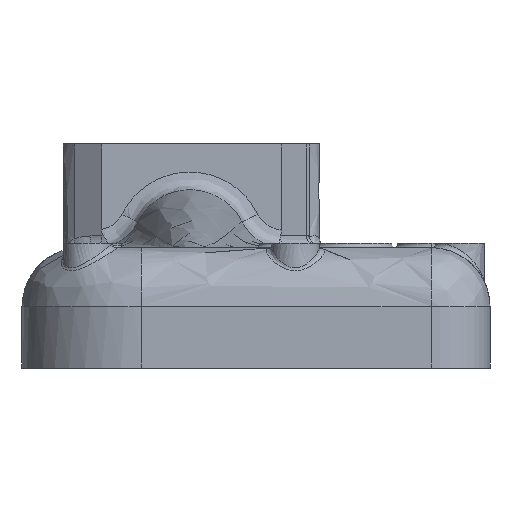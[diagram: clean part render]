
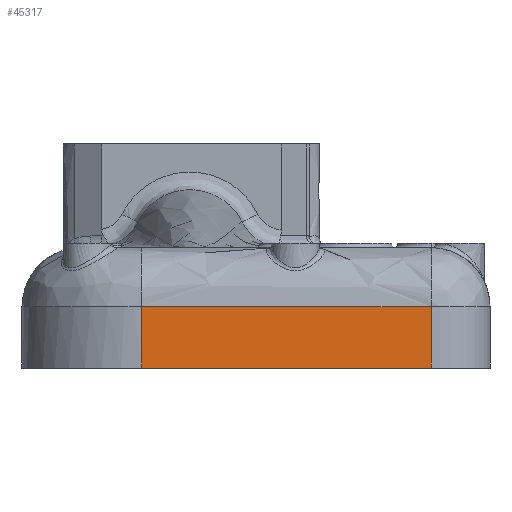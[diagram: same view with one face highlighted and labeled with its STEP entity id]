
A CAD part, left-side view. The second image highlights one B-rep face of the part: STEP entity #45317.
In plain terms, the highlighted free-form (B-spline) face has degree [1, 1] with [2, 2] control points.
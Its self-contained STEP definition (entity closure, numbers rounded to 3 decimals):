
#3804 = VERTEX_POINT('',#3805);
#3805 = CARTESIAN_POINT('',(-245.121,-10.319,26.));
#4077 = EDGE_CURVE('',#3804,#4078,#4080,.T.);
#4078 = VERTEX_POINT('',#4079);
#4079 = CARTESIAN_POINT('',(-245.121,-132.956,26.));
#4080 = B_SPLINE_CURVE_WITH_KNOTS('',1,(#4081,#4082),.UNSPECIFIED.,.F.,
  .F.,(2,2),(-2.421,9.843),.PIECEWISE_BEZIER_KNOTS.);
#4081 = CARTESIAN_POINT('',(-245.121,-10.319,26.));
#4082 = CARTESIAN_POINT('',(-245.121,-132.956,26.));
#43897 = VERTEX_POINT('',#43898);
#43898 = CARTESIAN_POINT('',(-245.121,-132.956,
    0.));
#43904 = EDGE_CURVE('',#43897,#43905,#43907,.T.);
#43905 = VERTEX_POINT('',#43906);
#43906 = CARTESIAN_POINT('',(-245.121,-10.319,
    0.));
#43907 = B_SPLINE_CURVE_WITH_KNOTS('',1,(#43908,#43909),.UNSPECIFIED.,
  .F.,.F.,(2,2),(0.278,12.541),.PIECEWISE_BEZIER_KNOTS.);
#43908 = CARTESIAN_POINT('',(-245.121,-132.956,
    0.));
#43909 = CARTESIAN_POINT('',(-245.121,-10.319,
    0.));
#45306 = EDGE_CURVE('',#4078,#43897,#45307,.T.);
#45307 = B_SPLINE_CURVE_WITH_KNOTS('',1,(#45308,#45309),.UNSPECIFIED.,
  .F.,.F.,(2,2),(-1.04,0.),.PIECEWISE_BEZIER_KNOTS.);
#45308 = CARTESIAN_POINT('',(-245.121,-132.956,26.));
#45309 = CARTESIAN_POINT('',(-245.121,-132.956,
    0.));
#45317 = ADVANCED_FACE('',(#45318),#45328,.T.);
#45318 = FACE_BOUND('',#45319,.T.);
#45319 = EDGE_LOOP('',(#45320,#45321,#45322,#45327));
#45320 = ORIENTED_EDGE('',*,*,#45306,.F.);
#45321 = ORIENTED_EDGE('',*,*,#4077,.F.);
#45322 = ORIENTED_EDGE('',*,*,#45323,.F.);
#45323 = EDGE_CURVE('',#43905,#3804,#45324,.T.);
#45324 = B_SPLINE_CURVE_WITH_KNOTS('',1,(#45325,#45326),.UNSPECIFIED.,
  .F.,.F.,(2,2),(0.,2.6),.PIECEWISE_BEZIER_KNOTS.);
#45325 = CARTESIAN_POINT('',(-245.121,-10.319,
    0.));
#45326 = CARTESIAN_POINT('',(-245.121,-10.319,26.));
#45327 = ORIENTED_EDGE('',*,*,#43904,.F.);
#45328 = B_SPLINE_SURFACE_WITH_KNOTS('',1,1,(
    (#45329,#45330)
    ,(#45331,#45332
    )),.UNSPECIFIED.,.F.,.F.,.F.,(2,2),(2,2),(-0.001,
    12.265),(-0.001,2.601),.PIECEWISE_BEZIER_KNOTS.);
#45329 = CARTESIAN_POINT('',(-245.121,-10.309,
    -0.01));
#45330 = CARTESIAN_POINT('',(-245.121,-10.309,26.01));
#45331 = CARTESIAN_POINT('',(-245.121,-132.966,
    -0.01));
#45332 = CARTESIAN_POINT('',(-245.121,-132.966,26.01));
